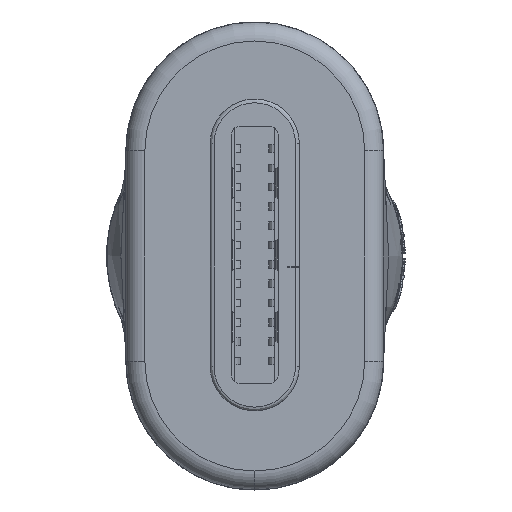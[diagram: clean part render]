
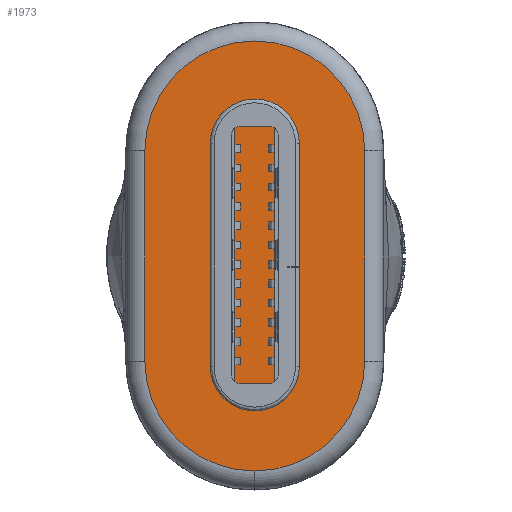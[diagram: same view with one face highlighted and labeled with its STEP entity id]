
A CAD part, left-side view. The second image highlights one B-rep face of the part: STEP entity #1973.
In plain terms, the highlighted planar face has unit normal (-1, 0, 0).
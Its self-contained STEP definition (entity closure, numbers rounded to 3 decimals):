
#1973 = ADVANCED_FACE ( 'NONE', ( #43707 ), #42983, .F. ) ;
#2890 = VERTEX_POINT ( 'NONE', #28845 ) ;
#5551 = EDGE_CURVE ( 'NONE', #2890, #8373, #22166, .T. ) ;
#5580 = ORIENTED_EDGE ( 'NONE', *, *, #27307, .T. ) ;
#8373 = VERTEX_POINT ( 'NONE', #15000 ) ;
#10402 = EDGE_CURVE ( 'NONE', #18251, #12220, #17967, .T. ) ;
#10630 = VECTOR ( 'NONE', #44856, 1000. ) ;
#11101 = DIRECTION ( 'NONE',  ( 0., 0., -1. ) ) ;
#12220 = VERTEX_POINT ( 'NONE', #23957 ) ;
#15000 = CARTESIAN_POINT ( 'NONE',  ( 0., 2.9, 2.775 ) ) ;
#15376 = CARTESIAN_POINT ( 'NONE',  ( 0., 0., 2.775 ) ) ;
#15648 = CIRCLE ( 'NONE', #21872, 2.9 ) ;
#17965 = CARTESIAN_POINT ( 'NONE',  ( 0., 0., -5.675 ) ) ;
#17967 = CIRCLE ( 'NONE', #31176, 2.9 ) ;
#17995 = EDGE_CURVE ( 'NONE', #12220, #2890, #22447, .T. ) ;
#18251 = VERTEX_POINT ( 'NONE', #17965 ) ;
#18445 = ORIENTED_EDGE ( 'NONE', *, *, #5551, .T. ) ;
#18834 = VERTEX_POINT ( 'NONE', #48040 ) ;
#19620 = DIRECTION ( 'NONE',  ( -1., 0., 0. ) ) ;
#19850 = CARTESIAN_POINT ( 'NONE',  ( 0., 0., -2.775 ) ) ;
#21411 = AXIS2_PLACEMENT_3D ( 'NONE', #15376, #42185, #41706 ) ;
#21622 = CARTESIAN_POINT ( 'NONE',  ( 0., 2.9, 2.775 ) ) ;
#21872 = AXIS2_PLACEMENT_3D ( 'NONE', #19850, #19620, #34007 ) ;
#22166 = CIRCLE ( 'NONE', #21411, 2.9 ) ;
#22447 = LINE ( 'NONE', #22929, #10630 ) ;
#22929 = CARTESIAN_POINT ( 'NONE',  ( 0., -2.9, 2.775 ) ) ;
#22997 = VECTOR ( 'NONE', #11101, 1000. ) ;
#23786 = EDGE_CURVE ( 'NONE', #18834, #18251, #15648, .T. ) ;
#23957 = CARTESIAN_POINT ( 'NONE',  ( 0., -2.9, -2.775 ) ) ;
#24366 = EDGE_LOOP ( 'NONE', ( #35186, #25712, #36091, #18445, #5580 ) ) ;
#25712 = ORIENTED_EDGE ( 'NONE', *, *, #10402, .T. ) ;
#27307 = EDGE_CURVE ( 'NONE', #8373, #18834, #28926, .T. ) ;
#28845 = CARTESIAN_POINT ( 'NONE',  ( 0., -2.9, 2.775 ) ) ;
#28926 = LINE ( 'NONE', #21622, #22997 ) ;
#28977 = DIRECTION ( 'NONE',  ( -1., 0., 0. ) ) ;
#30432 = DIRECTION ( 'NONE',  ( 0., 0., -1. ) ) ;
#31176 = AXIS2_PLACEMENT_3D ( 'NONE', #40197, #28977, #30432 ) ;
#32258 = CARTESIAN_POINT ( 'NONE',  ( 0., 0., 2.775 ) ) ;
#34007 = DIRECTION ( 'NONE',  ( 0., 0., -1. ) ) ;
#35186 = ORIENTED_EDGE ( 'NONE', *, *, #23786, .T. ) ;
#36091 = ORIENTED_EDGE ( 'NONE', *, *, #17995, .T. ) ;
#38843 = DIRECTION ( 'NONE',  ( 0., 0., -1. ) ) ;
#40197 = CARTESIAN_POINT ( 'NONE',  ( 0., 0., -2.775 ) ) ;
#41706 = DIRECTION ( 'NONE',  ( 0., 0., -1. ) ) ;
#42185 = DIRECTION ( 'NONE',  ( -1., 0., 0. ) ) ;
#42742 = DIRECTION ( 'NONE',  ( 1., 0., 0. ) ) ;
#42983 = PLANE ( 'NONE',  #43379 ) ;
#43379 = AXIS2_PLACEMENT_3D ( 'NONE', #32258, #42742, #38843 ) ;
#43707 = FACE_OUTER_BOUND ( 'NONE', #24366, .T. ) ;
#44856 = DIRECTION ( 'NONE',  ( 0., 0., 1. ) ) ;
#48040 = CARTESIAN_POINT ( 'NONE',  ( 0., 2.9, -2.775 ) ) ;
